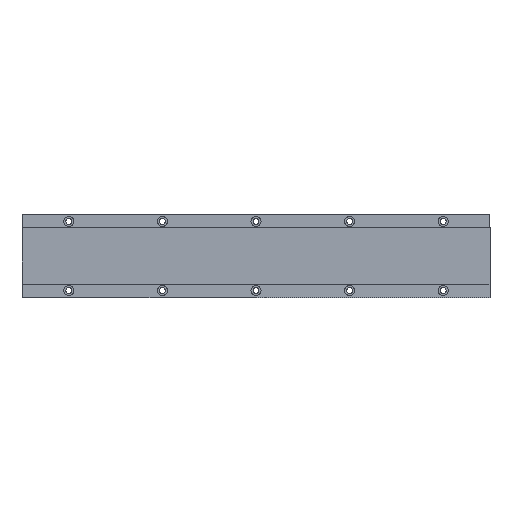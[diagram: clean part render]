
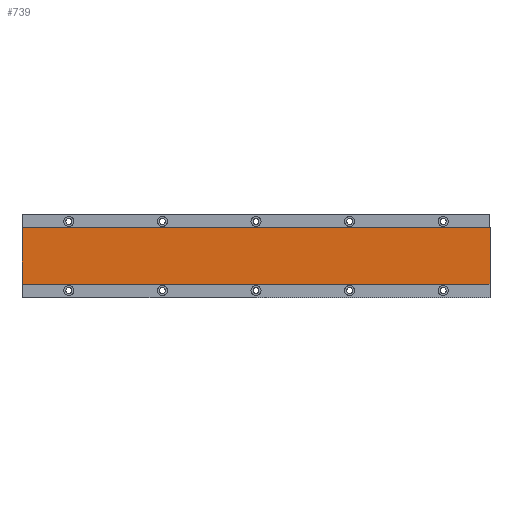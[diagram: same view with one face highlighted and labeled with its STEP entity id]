
A CAD part, top view. The second image highlights one B-rep face of the part: STEP entity #739.
In plain terms, the highlighted planar face has unit normal (0, 0, 1).
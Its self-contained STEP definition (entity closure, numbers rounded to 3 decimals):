
#33 = CARTESIAN_POINT ( 'NONE',  ( -210., -25.2, 10.7 ) ) ;
#63 = VECTOR ( 'NONE', #1793, 1000. ) ;
#80 = EDGE_CURVE ( 'NONE', #901, #407, #1119, .T. ) ;
#109 = EDGE_CURVE ( 'NONE', #646, #1572, #1838, .T. ) ;
#269 = VECTOR ( 'NONE', #1109, 1000. ) ;
#278 = ORIENTED_EDGE ( 'NONE', *, *, #391, .T. ) ;
#330 = CARTESIAN_POINT ( 'NONE',  ( 210., 25.2, 10.7 ) ) ;
#391 = EDGE_CURVE ( 'NONE', #407, #646, #1203, .T. ) ;
#407 = VERTEX_POINT ( 'NONE', #330 ) ;
#497 = EDGE_LOOP ( 'NONE', ( #1247, #278, #1063, #1066 ) ) ;
#567 = CARTESIAN_POINT ( 'NONE',  ( -210., 25.2, 10.7 ) ) ;
#627 = CARTESIAN_POINT ( 'NONE',  ( 210., -25.2, 10.7 ) ) ;
#646 = VERTEX_POINT ( 'NONE', #567 ) ;
#739 = ADVANCED_FACE ( 'NONE', ( #1041 ), #896, .T. ) ;
#767 = AXIS2_PLACEMENT_3D ( 'NONE', #1764, #1339, #1622 ) ;
#888 = CARTESIAN_POINT ( 'NONE',  ( -210., 25.2, 10.7 ) ) ;
#896 = PLANE ( 'NONE',  #767 ) ;
#901 = VERTEX_POINT ( 'NONE', #627 ) ;
#948 = DIRECTION ( 'NONE',  ( 0., 1., 0. ) ) ;
#958 = CARTESIAN_POINT ( 'NONE',  ( -210., 25.2, 10.7 ) ) ;
#1041 = FACE_OUTER_BOUND ( 'NONE', #497, .T. ) ;
#1063 = ORIENTED_EDGE ( 'NONE', *, *, #109, .T. ) ;
#1066 = ORIENTED_EDGE ( 'NONE', *, *, #1584, .T. ) ;
#1101 = VECTOR ( 'NONE', #948, 1000. ) ;
#1109 = DIRECTION ( 'NONE',  ( 0., -1., 0. ) ) ;
#1119 = LINE ( 'NONE', #1274, #1101 ) ;
#1186 = DIRECTION ( 'NONE',  ( -1., 0., 0. ) ) ;
#1203 = LINE ( 'NONE', #888, #1228 ) ;
#1221 = LINE ( 'NONE', #33, #63 ) ;
#1228 = VECTOR ( 'NONE', #1186, 1000. ) ;
#1247 = ORIENTED_EDGE ( 'NONE', *, *, #80, .T. ) ;
#1274 = CARTESIAN_POINT ( 'NONE',  ( 210., 25.2, 10.7 ) ) ;
#1339 = DIRECTION ( 'NONE',  ( 0., 0., 1. ) ) ;
#1521 = CARTESIAN_POINT ( 'NONE',  ( -210., -25.2, 10.7 ) ) ;
#1572 = VERTEX_POINT ( 'NONE', #1521 ) ;
#1584 = EDGE_CURVE ( 'NONE', #1572, #901, #1221, .T. ) ;
#1622 = DIRECTION ( 'NONE',  ( 1., 0., 0. ) ) ;
#1764 = CARTESIAN_POINT ( 'NONE',  ( 0., 0., 10.7 ) ) ;
#1793 = DIRECTION ( 'NONE',  ( 1., 0., 0. ) ) ;
#1838 = LINE ( 'NONE', #958, #269 ) ;
